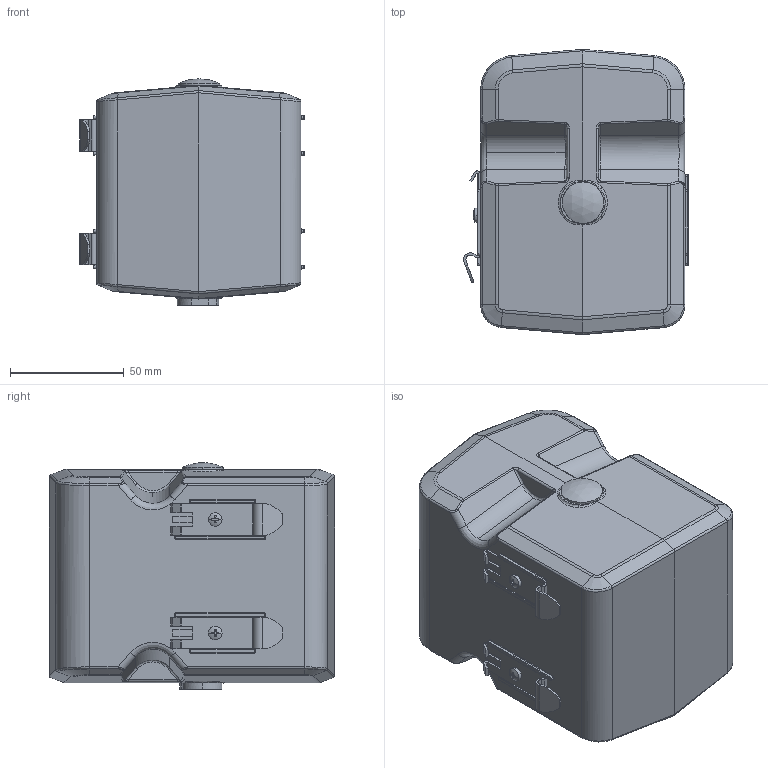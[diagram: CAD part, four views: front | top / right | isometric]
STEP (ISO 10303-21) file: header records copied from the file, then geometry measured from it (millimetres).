
FILE_DESCRIPTION (( 'STEP AP214' ), '1' );
FILE_NAME ('SNV80.STEP', '2019-04-01T13:27:39', ( '' ), ( '' ), 'SwSTEP 2.0', 'SolidWorks 2016', '' );
FILE_SCHEMA (( 'AUTOMOTIVE_DESIGN' ));
Length unit declared in the file: millimetre
Products named in the file (1): SNV80
Bounding box: 98.9 x 125.46 x 99.59 mm (x, y, z)
Volume: 944286.5 mm3; surface area: 58962.2 mm2
Topology: 1 solids, 3 shells, 473 faces, 1182 edges, 724 vertices
Faces by surface type: plane 165, cylinder 152, bspline 123, cone 24, sphere 5, torus 4
Entity records: 28827 total; most frequent: CARTESIAN_POINT 18608, ORIENTED_EDGE 2364, DIRECTION 1749, EDGE_CURVE 1182, VERTEX_POINT 724, AXIS2_PLACEMENT_3D 607, VECTOR 535, LINE 535
